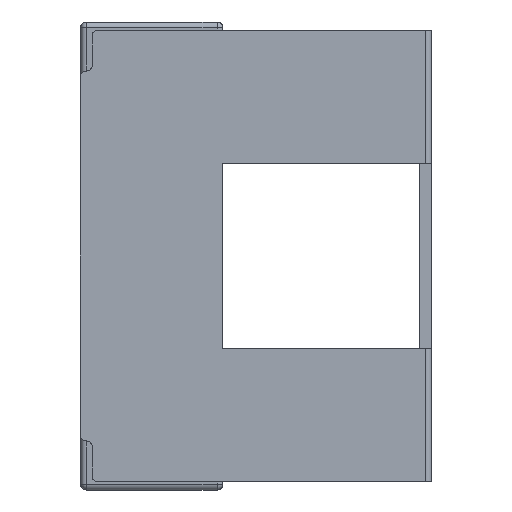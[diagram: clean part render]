
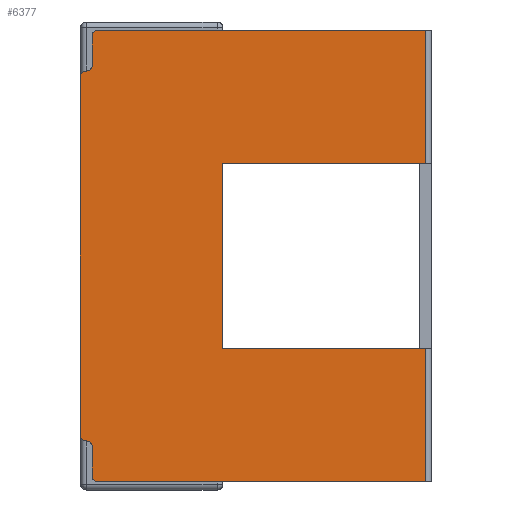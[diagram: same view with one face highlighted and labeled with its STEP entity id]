
A CAD part, left-side view. The second image highlights one B-rep face of the part: STEP entity #6377.
In plain terms, the highlighted planar face has unit normal (-1, 0, 0).
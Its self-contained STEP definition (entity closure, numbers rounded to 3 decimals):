
#78 = DIRECTION ( 'NONE',  ( 0., -1., 0. ) ) ;
#117 = DIRECTION ( 'NONE',  ( -1., 0., 0. ) ) ;
#118 = EDGE_CURVE ( 'NONE', #4637, #293, #1198, .T. ) ;
#144 = LINE ( 'NONE', #4375, #6752 ) ;
#164 = CARTESIAN_POINT ( 'NONE',  ( -0.1, -1.733, -1.207 ) ) ;
#169 = CARTESIAN_POINT ( 'NONE',  ( -0.1, 1.217, -3.531 ) ) ;
#179 = CARTESIAN_POINT ( 'NONE',  ( -0.1, 1.067, -0.119 ) ) ;
#293 = VERTEX_POINT ( 'NONE', #3739 ) ;
#389 = DIRECTION ( 'NONE',  ( 0., -1., 0. ) ) ;
#460 = VECTOR ( 'NONE', #5357, 1000. ) ;
#483 = CARTESIAN_POINT ( 'NONE',  ( -0.1, 1.067, -0.069 ) ) ;
#498 = ORIENTED_EDGE ( 'NONE', *, *, #6625, .F. ) ;
#528 = DIRECTION ( 'NONE',  ( 0., 0., 1. ) ) ;
#553 = DIRECTION ( 'NONE',  ( 0., -1., 0. ) ) ;
#610 = EDGE_CURVE ( 'NONE', #2883, #6956, #1755, .T. ) ;
#626 = EDGE_CURVE ( 'NONE', #3240, #2534, #5369, .T. ) ;
#740 = CARTESIAN_POINT ( 'NONE',  ( -0.1, -1.733, -0.069 ) ) ;
#745 = ORIENTED_EDGE ( 'NONE', *, *, #6720, .T. ) ;
#791 = DIRECTION ( 'NONE',  ( 0., 0., 1. ) ) ;
#816 = VERTEX_POINT ( 'NONE', #3863 ) ;
#831 = CARTESIAN_POINT ( 'NONE',  ( -0.1, -1.733, -3.931 ) ) ;
#853 = DIRECTION ( 'NONE',  ( 0., -1., 0. ) ) ;
#1029 = CIRCLE ( 'NONE', #4959, 0.05 ) ;
#1198 = LINE ( 'NONE', #2801, #5553 ) ;
#1280 = LINE ( 'NONE', #4486, #460 ) ;
#1331 = VECTOR ( 'NONE', #6854, 1000. ) ;
#1363 = VECTOR ( 'NONE', #1500, 1000. ) ;
#1400 = LINE ( 'NONE', #3558, #2258 ) ;
#1500 = DIRECTION ( 'NONE',  ( 0., 1., 0. ) ) ;
#1606 = CIRCLE ( 'NONE', #4280, 0.05 ) ;
#1613 = EDGE_CURVE ( 'NONE', #3240, #816, #4071, .T. ) ;
#1748 = DIRECTION ( 'NONE',  ( 0., -1., 0. ) ) ;
#1755 = CIRCLE ( 'NONE', #2878, 0.05 ) ;
#1857 = PLANE ( 'NONE',  #5405 ) ;
#1882 = ORIENTED_EDGE ( 'NONE', *, *, #5090, .F. ) ;
#1884 = EDGE_CURVE ( 'NONE', #3290, #6189, #1029, .T. ) ;
#1896 = FACE_OUTER_BOUND ( 'NONE', #2243, .T. ) ;
#1902 = EDGE_CURVE ( 'NONE', #2143, #2797, #1606, .T. ) ;
#1951 = DIRECTION ( 'NONE',  ( 0., -1., 0. ) ) ;
#1957 = ORIENTED_EDGE ( 'NONE', *, *, #626, .T. ) ;
#2089 = LINE ( 'NONE', #4225, #4121 ) ;
#2143 = VERTEX_POINT ( 'NONE', #483 ) ;
#2243 = EDGE_LOOP ( 'NONE', ( #2593, #6184, #3230, #4618, #6710, #4332, #2829, #745, #498, #5589, #5362, #4533, #5231, #1882, #6436, #1957 ) ) ;
#2254 = AXIS2_PLACEMENT_3D ( 'NONE', #3883, #4826, #3758 ) ;
#2258 = VECTOR ( 'NONE', #5699, 1000. ) ;
#2266 = VECTOR ( 'NONE', #791, 1000. ) ;
#2471 = CIRCLE ( 'NONE', #5390, 0.05 ) ;
#2534 = VERTEX_POINT ( 'NONE', #740 ) ;
#2593 = ORIENTED_EDGE ( 'NONE', *, *, #4809, .F. ) ;
#2694 = CIRCLE ( 'NONE', #2254, 0.05 ) ;
#2763 = CARTESIAN_POINT ( 'NONE',  ( -0.1, 1.117, -0.369 ) ) ;
#2778 = VERTEX_POINT ( 'NONE', #2763 ) ;
#2797 = VERTEX_POINT ( 'NONE', #4192 ) ;
#2801 = CARTESIAN_POINT ( 'NONE',  ( -0.1, 0., -2.793 ) ) ;
#2829 = ORIENTED_EDGE ( 'NONE', *, *, #610, .T. ) ;
#2852 = CARTESIAN_POINT ( 'NONE',  ( -0.1, 1.067, -3.931 ) ) ;
#2854 = EDGE_CURVE ( 'NONE', #6189, #4079, #2089, .T. ) ;
#2878 = AXIS2_PLACEMENT_3D ( 'NONE', #5192, #6288, #3191 ) ;
#2883 = VERTEX_POINT ( 'NONE', #169 ) ;
#3097 = VERTEX_POINT ( 'NONE', #6195 ) ;
#3191 = DIRECTION ( 'NONE',  ( 0., -1., 0. ) ) ;
#3230 = ORIENTED_EDGE ( 'NONE', *, *, #6024, .T. ) ;
#3238 = CARTESIAN_POINT ( 'NONE',  ( -0.1, 1.167, -0.469 ) ) ;
#3240 = VERTEX_POINT ( 'NONE', #164 ) ;
#3290 = VERTEX_POINT ( 'NONE', #5097 ) ;
#3407 = LINE ( 'NONE', #831, #2266 ) ;
#3558 = CARTESIAN_POINT ( 'NONE',  ( -0.1, 1.117, -0.419 ) ) ;
#3737 = VERTEX_POINT ( 'NONE', #5882 ) ;
#3739 = CARTESIAN_POINT ( 'NONE',  ( -0.1, -1.733, -2.793 ) ) ;
#3758 = DIRECTION ( 'NONE',  ( 0., -1., 0. ) ) ;
#3762 = CARTESIAN_POINT ( 'NONE',  ( -0.1, 0., -2.793 ) ) ;
#3863 = CARTESIAN_POINT ( 'NONE',  ( -0.1, 0., -1.207 ) ) ;
#3883 = CARTESIAN_POINT ( 'NONE',  ( -0.1, 1.167, -0.369 ) ) ;
#4071 = LINE ( 'NONE', #6328, #1363 ) ;
#4079 = VERTEX_POINT ( 'NONE', #5233 ) ;
#4121 = VECTOR ( 'NONE', #553, 1000. ) ;
#4162 = CARTESIAN_POINT ( 'NONE',  ( -0.1, 1.167, -3.631 ) ) ;
#4192 = CARTESIAN_POINT ( 'NONE',  ( -0.1, 1.117, -0.119 ) ) ;
#4225 = CARTESIAN_POINT ( 'NONE',  ( -0.1, 1.217, -3.931 ) ) ;
#4280 = AXIS2_PLACEMENT_3D ( 'NONE', #179, #6649, #853 ) ;
#4332 = ORIENTED_EDGE ( 'NONE', *, *, #5150, .F. ) ;
#4375 = CARTESIAN_POINT ( 'NONE',  ( -0.1, 1.217, -3.931 ) ) ;
#4486 = CARTESIAN_POINT ( 'NONE',  ( -0.1, 1.217, -0.069 ) ) ;
#4533 = ORIENTED_EDGE ( 'NONE', *, *, #6315, .T. ) ;
#4591 = CARTESIAN_POINT ( 'NONE',  ( -0.1, 1.217, -3.931 ) ) ;
#4618 = ORIENTED_EDGE ( 'NONE', *, *, #6803, .T. ) ;
#4637 = VERTEX_POINT ( 'NONE', #4713 ) ;
#4713 = CARTESIAN_POINT ( 'NONE',  ( -0.1, 0., -2.793 ) ) ;
#4809 = EDGE_CURVE ( 'NONE', #2143, #2534, #1280, .T. ) ;
#4826 = DIRECTION ( 'NONE',  ( 1., 0., 0. ) ) ;
#4939 = CARTESIAN_POINT ( 'NONE',  ( -0.1, 1.067, -3.881 ) ) ;
#4959 = AXIS2_PLACEMENT_3D ( 'NONE', #4939, #117, #1748 ) ;
#5090 = EDGE_CURVE ( 'NONE', #816, #4637, #6962, .T. ) ;
#5097 = CARTESIAN_POINT ( 'NONE',  ( -0.1, 1.117, -3.881 ) ) ;
#5141 = CARTESIAN_POINT ( 'NONE',  ( -0.1, 1.167, -3.581 ) ) ;
#5150 = EDGE_CURVE ( 'NONE', #2883, #5760, #144, .T. ) ;
#5192 = CARTESIAN_POINT ( 'NONE',  ( -0.1, 1.167, -3.531 ) ) ;
#5231 = ORIENTED_EDGE ( 'NONE', *, *, #118, .F. ) ;
#5233 = CARTESIAN_POINT ( 'NONE',  ( -0.1, -1.733, -3.931 ) ) ;
#5236 = CARTESIAN_POINT ( 'NONE',  ( -0.1, 1.217, -0.469 ) ) ;
#5357 = DIRECTION ( 'NONE',  ( 0., -1., 0. ) ) ;
#5362 = ORIENTED_EDGE ( 'NONE', *, *, #2854, .T. ) ;
#5369 = LINE ( 'NONE', #5900, #6366 ) ;
#5387 = DIRECTION ( 'NONE',  ( -1., 0., 0. ) ) ;
#5390 = AXIS2_PLACEMENT_3D ( 'NONE', #4162, #6787, #1951 ) ;
#5405 = AXIS2_PLACEMENT_3D ( 'NONE', #4591, #6764, #389 ) ;
#5508 = EDGE_CURVE ( 'NONE', #3097, #5760, #6165, .T. ) ;
#5544 = DIRECTION ( 'NONE',  ( 0., 0., 1. ) ) ;
#5553 = VECTOR ( 'NONE', #78, 1000. ) ;
#5589 = ORIENTED_EDGE ( 'NONE', *, *, #1884, .T. ) ;
#5699 = DIRECTION ( 'NONE',  ( 0., 0., -1. ) ) ;
#5713 = VECTOR ( 'NONE', #5752, 1000. ) ;
#5752 = DIRECTION ( 'NONE',  ( 0., 0., 1. ) ) ;
#5760 = VERTEX_POINT ( 'NONE', #5236 ) ;
#5815 = CARTESIAN_POINT ( 'NONE',  ( -0.1, 1.117, -3.581 ) ) ;
#5882 = CARTESIAN_POINT ( 'NONE',  ( -0.1, 1.117, -3.631 ) ) ;
#5900 = CARTESIAN_POINT ( 'NONE',  ( -0.1, -1.733, -3.931 ) ) ;
#6024 = EDGE_CURVE ( 'NONE', #2797, #2778, #1400, .T. ) ;
#6165 = CIRCLE ( 'NONE', #6519, 0.05 ) ;
#6184 = ORIENTED_EDGE ( 'NONE', *, *, #1902, .T. ) ;
#6189 = VERTEX_POINT ( 'NONE', #2852 ) ;
#6195 = CARTESIAN_POINT ( 'NONE',  ( -0.1, 1.167, -0.419 ) ) ;
#6288 = DIRECTION ( 'NONE',  ( -1., 0., 0. ) ) ;
#6315 = EDGE_CURVE ( 'NONE', #4079, #293, #3407, .T. ) ;
#6328 = CARTESIAN_POINT ( 'NONE',  ( -0.1, 0., -1.207 ) ) ;
#6366 = VECTOR ( 'NONE', #528, 1000. ) ;
#6377 = ADVANCED_FACE ( 'NONE', ( #1896 ), #1857, .T. ) ;
#6387 = LINE ( 'NONE', #5815, #5713 ) ;
#6436 = ORIENTED_EDGE ( 'NONE', *, *, #1613, .F. ) ;
#6519 = AXIS2_PLACEMENT_3D ( 'NONE', #3238, #5387, #6524 ) ;
#6524 = DIRECTION ( 'NONE',  ( 0., -1., 0. ) ) ;
#6625 = EDGE_CURVE ( 'NONE', #3290, #3737, #6387, .T. ) ;
#6649 = DIRECTION ( 'NONE',  ( -1., 0., 0. ) ) ;
#6710 = ORIENTED_EDGE ( 'NONE', *, *, #5508, .T. ) ;
#6720 = EDGE_CURVE ( 'NONE', #6956, #3737, #2471, .T. ) ;
#6752 = VECTOR ( 'NONE', #5544, 1000. ) ;
#6764 = DIRECTION ( 'NONE',  ( -1., 0., 0. ) ) ;
#6787 = DIRECTION ( 'NONE',  ( 1., 0., 0. ) ) ;
#6803 = EDGE_CURVE ( 'NONE', #2778, #3097, #2694, .T. ) ;
#6854 = DIRECTION ( 'NONE',  ( 0., 0., -1. ) ) ;
#6956 = VERTEX_POINT ( 'NONE', #5141 ) ;
#6962 = LINE ( 'NONE', #3762, #1331 ) ;
